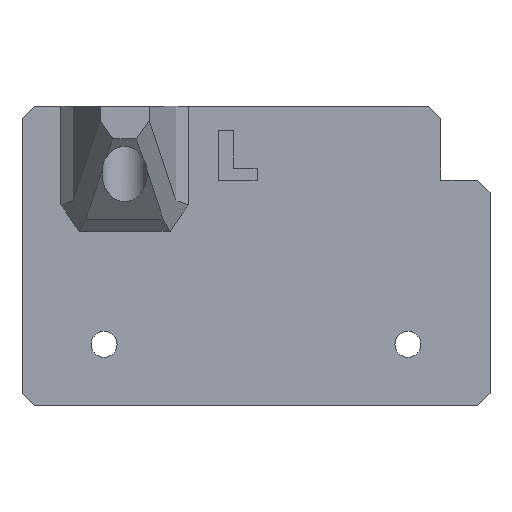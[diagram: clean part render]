
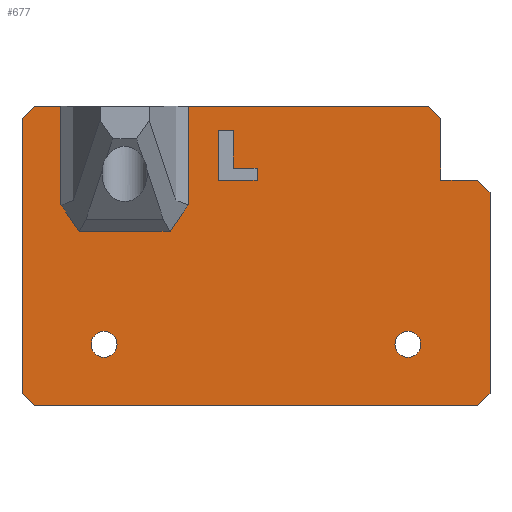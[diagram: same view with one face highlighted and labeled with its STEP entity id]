
A CAD part, top view. The second image highlights one B-rep face of the part: STEP entity #677.
In plain terms, the highlighted planar face has unit normal (0, 0, 1).
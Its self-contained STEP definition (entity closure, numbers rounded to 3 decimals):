
#20=FACE_BOUND('',#85,.T.);
#21=FACE_BOUND('',#86,.T.);
#22=FACE_BOUND('',#87,.T.);
#27=CIRCLE('',#723,3.15);
#29=CIRCLE('',#726,3.15);
#49=FACE_OUTER_BOUND('',#84,.T.);
#84=EDGE_LOOP('',(#489,#490,#491,#492,#493,#494,#495,#496,#497,#498,#499,
#500,#501,#502,#503,#504,#505));
#85=EDGE_LOOP('',(#506,#507,#508,#509,#510,#511));
#86=EDGE_LOOP('',(#512));
#87=EDGE_LOOP('',(#513));
#115=LINE('',#946,#199);
#119=LINE('',#954,#203);
#122=LINE('',#960,#206);
#125=LINE('',#966,#209);
#128=LINE('',#972,#212);
#131=LINE('',#977,#215);
#137=LINE('',#999,#221);
#139=LINE('',#1003,#223);
#142=LINE('',#1009,#226);
#143=LINE('',#1011,#227);
#144=LINE('',#1013,#228);
#145=LINE('',#1015,#229);
#146=LINE('',#1017,#230);
#147=LINE('',#1019,#231);
#148=LINE('',#1021,#232);
#149=LINE('',#1023,#233);
#150=LINE('',#1025,#234);
#151=LINE('',#1027,#235);
#152=LINE('',#1029,#236);
#153=LINE('',#1031,#237);
#154=LINE('',#1033,#238);
#155=LINE('',#1035,#239);
#156=LINE('',#1036,#240);
#199=VECTOR('',#766,10.);
#203=VECTOR('',#772,10.);
#206=VECTOR('',#777,10.);
#209=VECTOR('',#782,10.);
#212=VECTOR('',#787,10.);
#215=VECTOR('',#792,10.);
#221=VECTOR('',#814,10.);
#223=VECTOR('',#818,10.);
#226=VECTOR('',#823,10.);
#227=VECTOR('',#824,10.);
#228=VECTOR('',#825,10.);
#229=VECTOR('',#826,10.);
#230=VECTOR('',#827,10.);
#231=VECTOR('',#828,10.);
#232=VECTOR('',#829,10.);
#233=VECTOR('',#830,10.);
#234=VECTOR('',#831,10.);
#235=VECTOR('',#832,10.);
#236=VECTOR('',#833,10.);
#237=VECTOR('',#834,10.);
#238=VECTOR('',#835,10.);
#239=VECTOR('',#836,10.);
#240=VECTOR('',#837,10.);
#283=VERTEX_POINT('',#944);
#284=VERTEX_POINT('',#945);
#287=VERTEX_POINT('',#953);
#289=VERTEX_POINT('',#959);
#291=VERTEX_POINT('',#965);
#293=VERTEX_POINT('',#971);
#295=VERTEX_POINT('',#981);
#297=VERTEX_POINT('',#987);
#301=VERTEX_POINT('',#996);
#302=VERTEX_POINT('',#998);
#303=VERTEX_POINT('',#1002);
#305=VERTEX_POINT('',#1008);
#306=VERTEX_POINT('',#1010);
#307=VERTEX_POINT('',#1012);
#308=VERTEX_POINT('',#1014);
#309=VERTEX_POINT('',#1016);
#310=VERTEX_POINT('',#1018);
#311=VERTEX_POINT('',#1020);
#312=VERTEX_POINT('',#1022);
#313=VERTEX_POINT('',#1024);
#314=VERTEX_POINT('',#1026);
#315=VERTEX_POINT('',#1028);
#316=VERTEX_POINT('',#1030);
#317=VERTEX_POINT('',#1032);
#318=VERTEX_POINT('',#1034);
#347=EDGE_CURVE('',#283,#284,#115,.T.);
#351=EDGE_CURVE('',#287,#283,#119,.T.);
#354=EDGE_CURVE('',#289,#287,#122,.T.);
#357=EDGE_CURVE('',#291,#289,#125,.T.);
#360=EDGE_CURVE('',#293,#291,#128,.T.);
#363=EDGE_CURVE('',#284,#293,#131,.T.);
#365=EDGE_CURVE('',#295,#295,#27,.T.);
#368=EDGE_CURVE('',#297,#297,#29,.T.);
#373=EDGE_CURVE('',#301,#302,#137,.T.);
#375=EDGE_CURVE('',#302,#303,#139,.T.);
#378=EDGE_CURVE('',#305,#301,#142,.T.);
#379=EDGE_CURVE('',#306,#305,#143,.T.);
#380=EDGE_CURVE('',#306,#307,#144,.T.);
#381=EDGE_CURVE('',#308,#307,#145,.T.);
#382=EDGE_CURVE('',#308,#309,#146,.T.);
#383=EDGE_CURVE('',#310,#309,#147,.T.);
#384=EDGE_CURVE('',#311,#310,#148,.T.);
#385=EDGE_CURVE('',#312,#311,#149,.T.);
#386=EDGE_CURVE('',#313,#312,#150,.T.);
#387=EDGE_CURVE('',#314,#313,#151,.T.);
#388=EDGE_CURVE('',#314,#315,#152,.T.);
#389=EDGE_CURVE('',#316,#315,#153,.T.);
#390=EDGE_CURVE('',#316,#317,#154,.T.);
#391=EDGE_CURVE('',#318,#317,#155,.T.);
#392=EDGE_CURVE('',#303,#318,#156,.T.);
#489=ORIENTED_EDGE('',*,*,#373,.F.);
#490=ORIENTED_EDGE('',*,*,#378,.F.);
#491=ORIENTED_EDGE('',*,*,#379,.F.);
#492=ORIENTED_EDGE('',*,*,#380,.T.);
#493=ORIENTED_EDGE('',*,*,#381,.F.);
#494=ORIENTED_EDGE('',*,*,#382,.T.);
#495=ORIENTED_EDGE('',*,*,#383,.F.);
#496=ORIENTED_EDGE('',*,*,#384,.F.);
#497=ORIENTED_EDGE('',*,*,#385,.F.);
#498=ORIENTED_EDGE('',*,*,#386,.F.);
#499=ORIENTED_EDGE('',*,*,#387,.F.);
#500=ORIENTED_EDGE('',*,*,#388,.T.);
#501=ORIENTED_EDGE('',*,*,#389,.F.);
#502=ORIENTED_EDGE('',*,*,#390,.T.);
#503=ORIENTED_EDGE('',*,*,#391,.F.);
#504=ORIENTED_EDGE('',*,*,#392,.F.);
#505=ORIENTED_EDGE('',*,*,#375,.F.);
#506=ORIENTED_EDGE('',*,*,#347,.T.);
#507=ORIENTED_EDGE('',*,*,#363,.T.);
#508=ORIENTED_EDGE('',*,*,#360,.T.);
#509=ORIENTED_EDGE('',*,*,#357,.T.);
#510=ORIENTED_EDGE('',*,*,#354,.T.);
#511=ORIENTED_EDGE('',*,*,#351,.T.);
#512=ORIENTED_EDGE('',*,*,#365,.T.);
#513=ORIENTED_EDGE('',*,*,#368,.T.);
#644=PLANE('',#730);
#677=ADVANCED_FACE('',(#49,#20,#21,#22),#644,.T.);
#723=AXIS2_PLACEMENT_3D('',#982,#798,#799);
#726=AXIS2_PLACEMENT_3D('',#988,#805,#806);
#730=AXIS2_PLACEMENT_3D('',#1007,#821,#822);
#766=DIRECTION('',(-1.,0.,0.));
#772=DIRECTION('',(0.,-1.,0.));
#777=DIRECTION('',(1.,0.,0.));
#782=DIRECTION('',(0.,-1.,0.));
#787=DIRECTION('',(1.,0.,0.));
#792=DIRECTION('',(0.,1.,0.));
#798=DIRECTION('center_axis',(0.,0.,-1.));
#799=DIRECTION('ref_axis',(1.,0.,0.));
#805=DIRECTION('center_axis',(0.,0.,-1.));
#806=DIRECTION('ref_axis',(1.,0.,0.));
#814=DIRECTION('',(0.707,-0.707,0.));
#818=DIRECTION('',(0.,-1.,0.));
#821=DIRECTION('center_axis',(0.,0.,1.));
#822=DIRECTION('ref_axis',(1.,0.,0.));
#823=DIRECTION('',(1.,0.,0.));
#824=DIRECTION('',(0.,1.,0.));
#825=DIRECTION('',(-0.565,-0.825,0.));
#826=DIRECTION('',(1.,0.,0.));
#827=DIRECTION('',(-0.565,0.825,0.));
#828=DIRECTION('',(0.,-1.,0.));
#829=DIRECTION('',(1.,0.,0.));
#830=DIRECTION('',(0.707,0.707,0.));
#831=DIRECTION('',(0.,1.,0.));
#832=DIRECTION('',(-0.707,0.707,0.));
#833=DIRECTION('',(1.,0.,0.));
#834=DIRECTION('',(-0.707,-0.707,0.));
#835=DIRECTION('',(0.,1.,0.));
#836=DIRECTION('',(0.707,-0.707,0.));
#837=DIRECTION('',(1.,0.,0.));
#944=CARTESIAN_POINT('',(-56.738,54.985,0.));
#945=CARTESIAN_POINT('',(-66.233,54.985,0.));
#946=CARTESIAN_POINT('',(-56.869,54.985,0.));
#953=CARTESIAN_POINT('',(-56.738,57.94,0.));
#954=CARTESIAN_POINT('',(-56.738,47.22,0.));
#959=CARTESIAN_POINT('',(-62.525,57.94,0.));
#960=CARTESIAN_POINT('',(-59.762,57.94,0.));
#965=CARTESIAN_POINT('',(-62.525,66.985,0.));
#966=CARTESIAN_POINT('',(-62.525,51.743,0.));
#971=CARTESIAN_POINT('',(-66.233,66.985,0.));
#972=CARTESIAN_POINT('',(-61.616,66.985,0.));
#977=CARTESIAN_POINT('',(-66.233,45.743,0.));
#981=CARTESIAN_POINT('',(-23.15,15.,0.));
#982=CARTESIAN_POINT('Origin',(-20.,15.,0.));
#987=CARTESIAN_POINT('',(-97.15,15.,0.));
#988=CARTESIAN_POINT('Origin',(-94.,15.,0.));
#996=CARTESIAN_POINT('',(-15.,73.,0.));
#998=CARTESIAN_POINT('',(-12.,70.,0.));
#999=CARTESIAN_POINT('',(-15.625,73.625,0.));
#1002=CARTESIAN_POINT('',(-12.,55.,0.));
#1003=CARTESIAN_POINT('',(-12.,73.,0.));
#1007=CARTESIAN_POINT('Origin',(-57.,36.5,0.));
#1008=CARTESIAN_POINT('',(-73.5,73.,0.));
#1009=CARTESIAN_POINT('',(-114.,73.,0.));
#1010=CARTESIAN_POINT('',(-73.5,48.97,0.));
#1011=CARTESIAN_POINT('',(-73.5,41.,0.));
#1012=CARTESIAN_POINT('',(-77.93,42.5,0.));
#1013=CARTESIAN_POINT('',(-73.192,49.421,0.));
#1014=CARTESIAN_POINT('',(-100.07,42.5,0.));
#1015=CARTESIAN_POINT('',(-79.25,42.5,0.));
#1016=CARTESIAN_POINT('',(-104.5,48.97,0.));
#1017=CARTESIAN_POINT('',(-95.078,35.209,0.));
#1018=CARTESIAN_POINT('',(-104.5,73.,0.));
#1019=CARTESIAN_POINT('',(-104.5,54.75,0.));
#1020=CARTESIAN_POINT('',(-111.,73.,0.));
#1021=CARTESIAN_POINT('',(-114.,73.,0.));
#1022=CARTESIAN_POINT('',(-114.,70.,0.));
#1023=CARTESIAN_POINT('',(-107.375,76.625,0.));
#1024=CARTESIAN_POINT('',(-114.,3.,0.));
#1025=CARTESIAN_POINT('',(-114.,0.,0.));
#1026=CARTESIAN_POINT('',(-111.,0.,0.));
#1027=CARTESIAN_POINT('',(-107.375,-3.625,0.));
#1028=CARTESIAN_POINT('',(-3.,0.,0.));
#1029=CARTESIAN_POINT('',(-114.,0.,0.));
#1030=CARTESIAN_POINT('',(0.,3.,0.));
#1031=CARTESIAN_POINT('',(-6.625,-3.625,0.));
#1032=CARTESIAN_POINT('',(0.,52.,0.));
#1033=CARTESIAN_POINT('',(0.,0.,0.));
#1034=CARTESIAN_POINT('',(-3.,55.,0.));
#1035=CARTESIAN_POINT('',(-11.125,63.125,0.));
#1036=CARTESIAN_POINT('',(-12.,55.,0.));
